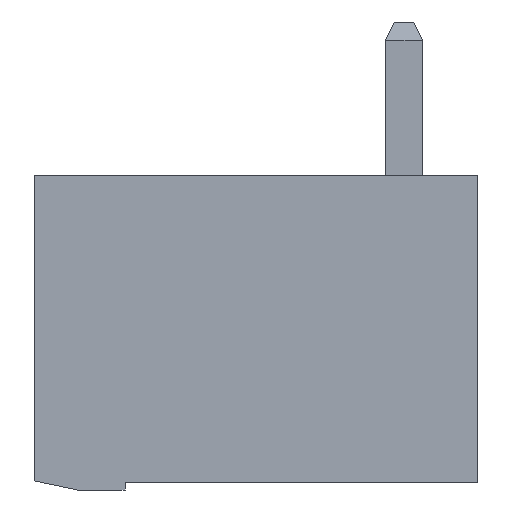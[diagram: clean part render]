
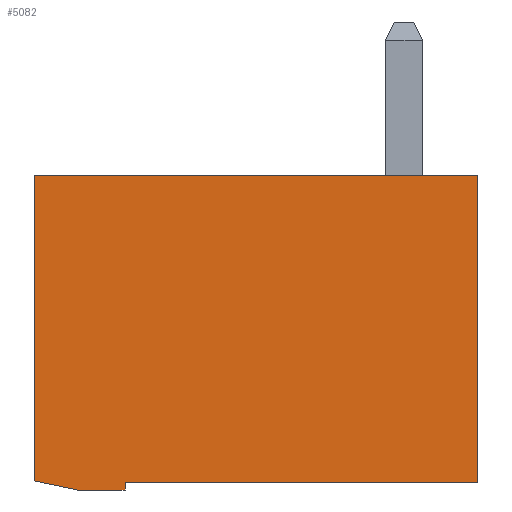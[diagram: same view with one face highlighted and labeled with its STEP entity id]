
A CAD part, left-side view. The second image highlights one B-rep face of the part: STEP entity #5082.
In plain terms, the highlighted planar face has unit normal (-1, 0, 0).
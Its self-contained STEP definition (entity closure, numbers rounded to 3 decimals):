
#403 = EDGE_CURVE ( 'NONE', #6727, #5605, #8112, .T. ) ;
#559 = PLANE ( 'NONE',  #8820 ) ;
#564 = EDGE_LOOP ( 'NONE', ( #3577, #7667, #3468, #1756, #1321, #1216, #4224 ) ) ;
#877 = VERTEX_POINT ( 'NONE', #2104 ) ;
#1216 = ORIENTED_EDGE ( 'NONE', *, *, #2499, .F. ) ;
#1321 = ORIENTED_EDGE ( 'NONE', *, *, #5791, .F. ) ;
#1520 = EDGE_CURVE ( 'NONE', #6247, #2894, #6171, .T. ) ;
#1707 = VECTOR ( 'NONE', #7350, 1000. ) ;
#1756 = ORIENTED_EDGE ( 'NONE', *, *, #1520, .F. ) ;
#1892 = LINE ( 'NONE', #7106, #6744 ) ;
#1934 = LINE ( 'NONE', #2577, #9051 ) ;
#2018 = FACE_OUTER_BOUND ( 'NONE', #564, .T. ) ;
#2104 = CARTESIAN_POINT ( 'NONE',  ( -18.28, 8.04, -3.25 ) ) ;
#2187 = DIRECTION ( 'NONE',  ( 0., -1., 0. ) ) ;
#2229 = CARTESIAN_POINT ( 'NONE',  ( -18.28, 9.327, -3.45 ) ) ;
#2249 = CARTESIAN_POINT ( 'NONE',  ( -18.28, 10.5, 5.05 ) ) ;
#2290 = CARTESIAN_POINT ( 'NONE',  ( -18.28, 8.04, -3.45 ) ) ;
#2340 = CARTESIAN_POINT ( 'NONE',  ( -18.28, -1.5, -3.25 ) ) ;
#2445 = DIRECTION ( 'NONE',  ( 0., 0., -1. ) ) ;
#2499 = EDGE_CURVE ( 'NONE', #9312, #877, #1892, .T. ) ;
#2577 = CARTESIAN_POINT ( 'NONE',  ( -18.28, 10.5, -3.205 ) ) ;
#2664 = VECTOR ( 'NONE', #7698, 1000. ) ;
#2894 = VERTEX_POINT ( 'NONE', #2229 ) ;
#3145 = CARTESIAN_POINT ( 'NONE',  ( -18.28, -1.5, 5.05 ) ) ;
#3305 = VECTOR ( 'NONE', #3820, 1000. ) ;
#3382 = CARTESIAN_POINT ( 'NONE',  ( -18.28, 8.04, -3.45 ) ) ;
#3428 = DIRECTION ( 'NONE',  ( -1., 0., 0. ) ) ;
#3468 = ORIENTED_EDGE ( 'NONE', *, *, #7291, .F. ) ;
#3577 = ORIENTED_EDGE ( 'NONE', *, *, #8599, .F. ) ;
#3820 = DIRECTION ( 'NONE',  ( 0., 0., -1. ) ) ;
#4224 = ORIENTED_EDGE ( 'NONE', *, *, #9046, .F. ) ;
#4236 = LINE ( 'NONE', #5001, #7969 ) ;
#4367 = CARTESIAN_POINT ( 'NONE',  ( -18.28, 10.5, -2.705 ) ) ;
#4742 = VECTOR ( 'NONE', #2445, 1000. ) ;
#4854 = DIRECTION ( 'NONE',  ( 0., 1., 0. ) ) ;
#5001 = CARTESIAN_POINT ( 'NONE',  ( -18.28, 10.5, 5.05 ) ) ;
#5028 = CARTESIAN_POINT ( 'NONE',  ( -18.28, 10.5, -3.205 ) ) ;
#5082 = ADVANCED_FACE ( 'NONE', ( #2018 ), #559, .T. ) ;
#5605 = VERTEX_POINT ( 'NONE', #2249 ) ;
#5791 = EDGE_CURVE ( 'NONE', #877, #6247, #8980, .T. ) ;
#6133 = VERTEX_POINT ( 'NONE', #3145 ) ;
#6171 = LINE ( 'NONE', #9165, #2664 ) ;
#6247 = VERTEX_POINT ( 'NONE', #3382 ) ;
#6727 = VERTEX_POINT ( 'NONE', #5028 ) ;
#6744 = VECTOR ( 'NONE', #4854, 1000. ) ;
#7106 = CARTESIAN_POINT ( 'NONE',  ( -18.28, 8.04, -3.25 ) ) ;
#7143 = CARTESIAN_POINT ( 'NONE',  ( -18.28, -1.5, 5.05 ) ) ;
#7291 = EDGE_CURVE ( 'NONE', #2894, #6727, #1934, .T. ) ;
#7350 = DIRECTION ( 'NONE',  ( 0., 0., 1. ) ) ;
#7667 = ORIENTED_EDGE ( 'NONE', *, *, #403, .F. ) ;
#7698 = DIRECTION ( 'NONE',  ( 0., 1., 0. ) ) ;
#7969 = VECTOR ( 'NONE', #2187, 1000. ) ;
#8112 = LINE ( 'NONE', #4367, #1707 ) ;
#8296 = LINE ( 'NONE', #8950, #3305 ) ;
#8599 = EDGE_CURVE ( 'NONE', #5605, #6133, #4236, .T. ) ;
#8820 = AXIS2_PLACEMENT_3D ( 'NONE', #7143, #3428, #9448 ) ;
#8950 = CARTESIAN_POINT ( 'NONE',  ( -18.28, -1.5, -3.25 ) ) ;
#8980 = LINE ( 'NONE', #2290, #4742 ) ;
#9046 = EDGE_CURVE ( 'NONE', #6133, #9312, #8296, .T. ) ;
#9051 = VECTOR ( 'NONE', #9305, 1000. ) ;
#9165 = CARTESIAN_POINT ( 'NONE',  ( -18.28, 9.327, -3.45 ) ) ;
#9305 = DIRECTION ( 'NONE',  ( 0., 0.979, 0.205 ) ) ;
#9312 = VERTEX_POINT ( 'NONE', #2340 ) ;
#9448 = DIRECTION ( 'NONE',  ( 0., 0., 1. ) ) ;
